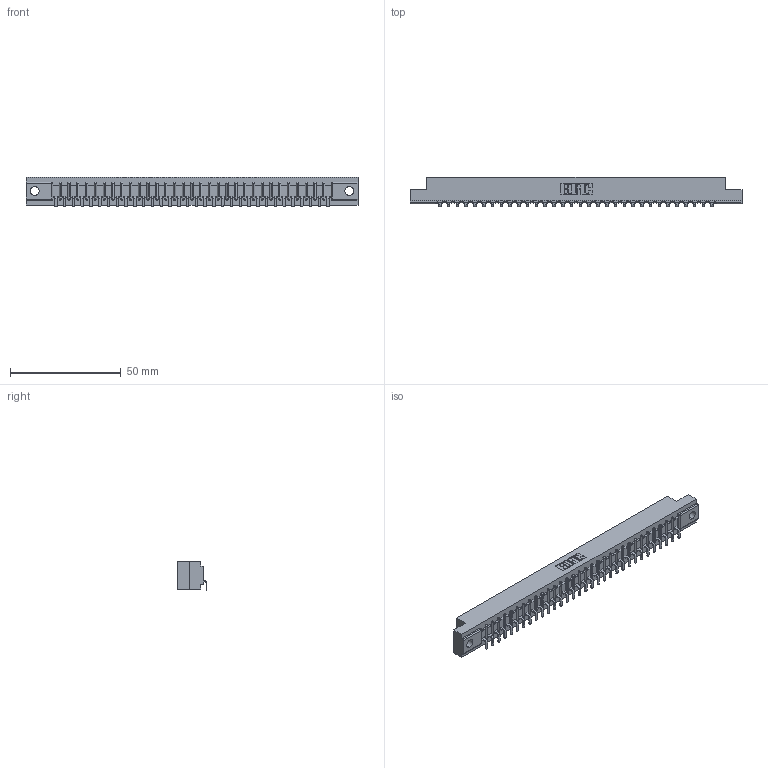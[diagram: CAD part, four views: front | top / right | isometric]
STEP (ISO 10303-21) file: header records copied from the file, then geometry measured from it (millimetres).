
FILE_DESCRIPTION (( 'STEP AP203' ), '1' );
FILE_NAME ('357-032-553-104.STEP', '2019-09-17T04:21:51', ( '' ), ( '' ), 'SwSTEP 2.0', 'SolidWorks 2016', '' );
FILE_SCHEMA (( 'CONFIG_CONTROL_DESIGN' ));
Length unit declared in the file: inch
Products named in the file (3): 357-032-553-104; 307-290-002_553; 307 Part_.156 Dia Mounting Holes
Assembly tree (33 placements, depth 2):
  357-032-553-104
    307 Part_.156 Dia Mounting Holes
    307-290-002_553  x32
Bounding box: 149.81 x 13.32 x 13.5 mm (x, y, z)
Volume: 15850.8 mm3; surface area: 19541.8 mm2
Topology: 33 solids, 33 shells, 2661 faces, 8167 edges, 5354 vertices
Faces by surface type: plane 1588, cylinder 1007, sphere 66
Entity records: 29938 total; most frequent: CARTESIAN_POINT 5054, ORIENTED_EDGE 5042, DIRECTION 4907, EDGE_CURVE 2521, VECTOR 1933, LINE 1933, VERTEX_POINT 1634, AXIS2_PLACEMENT_3D 1487
